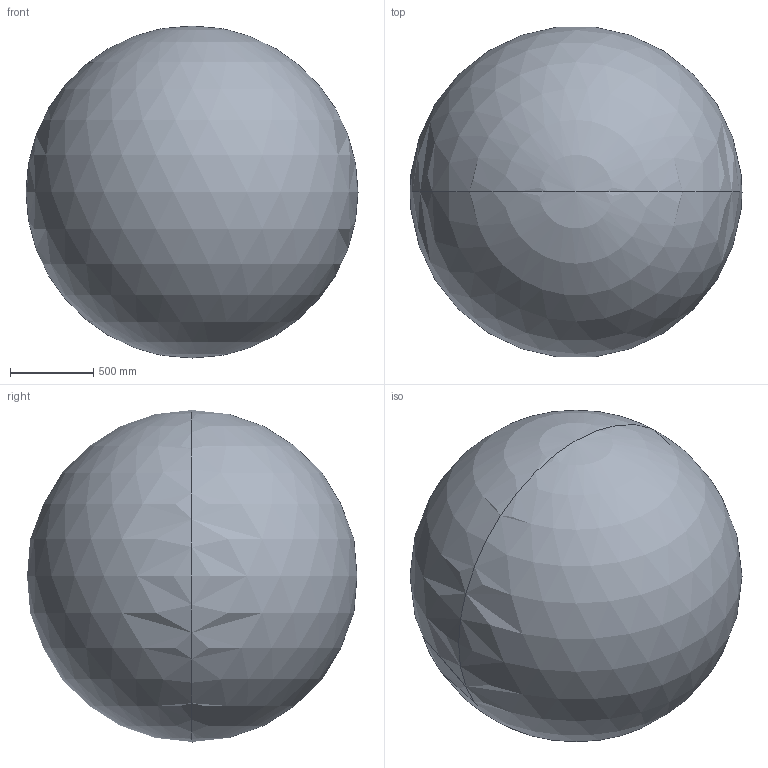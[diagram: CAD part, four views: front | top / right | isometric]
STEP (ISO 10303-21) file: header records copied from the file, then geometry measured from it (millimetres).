
FILE_DESCRIPTION(('STEP AP242'),'1');
FILE_NAME('oktavian_a.step','2025-03-13T22:49:16',(' '),(' '),'Spatial InterOp 3D',' ',' ');
FILE_SCHEMA(('AP242_MANAGED_MODEL_BASED_3D_ENGINEERING_MIM_LF {1 0 10303 442 1 1 4}'));
Length unit declared in the file: metre
Products named in the file (6): oktavian_a; Cell_5; Cell_1; Cell_2; Cell_4; Cell_3
Assembly tree (5 placements, depth 2):
  oktavian_a
    Cell_5
    Cell_1
    Cell_2
    Cell_4
    Cell_3
Bounding box: 2000 x 1987.42 x 2000 mm (x, y, z)
Volume: 4229693499.5 mm3; surface area: 15181235.6 mm2
Topology: 5 solids, 6 shells, 36 faces, 102 edges, 46 vertices
Faces by surface type: sphere 22, cylinder 10, plane 4
Entity records: 1102 total; most frequent: DIRECTION 206, CARTESIAN_POINT 154, ORIENTED_EDGE 132, AXIS2_PLACEMENT_3D 98, EDGE_CURVE 66, CIRCLE 56, VERTEX_POINT 46, EDGE_LOOP 40
